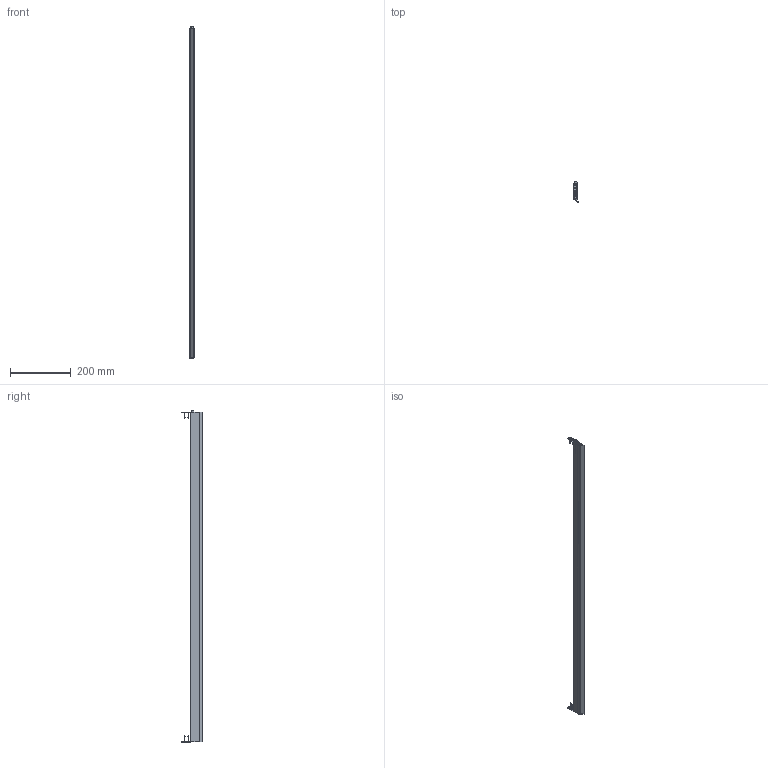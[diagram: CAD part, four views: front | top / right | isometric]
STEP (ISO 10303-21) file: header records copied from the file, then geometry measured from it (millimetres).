
FILE_DESCRIPTION (( 'STEP AP203' ), '1' );
FILE_NAME ('RH1085Links.STEP', '2025-02-10T15:40:14', ( '' ), ( '' ), 'SwSTEP 2.0', 'SolidWorks 2023', '' );
FILE_SCHEMA (( 'CONFIG_CONTROL_DESIGN' ));
Length unit declared in the file: millimetre
Products named in the file (6): Schraube d3x20_01; Betätigungsteil_RH; Haltewinkel_RH_01; Innengeometrie_RH_1085; RH1085Links; Aussengehäuse_RH_1085
Assembly tree (9 placements, depth 2):
  RH1085Links
    Aussengehäuse_RH_1085
    Betätigungsteil_RH
    Innengeometrie_RH_1085
    Schraube d3x20_01  x4
    Haltewinkel_RH_01  x2
Bounding box: 13.99 x 66.28 x 1091 mm (x, y, z)
Volume: 223011.2 mm3; surface area: 362209.2 mm2
Topology: 26 solids, 26 shells, 1168 faces, 3218 edges, 2130 vertices
Faces by surface type: plane 550, bspline 478, cylinder 114, cone 24, torus 2
Entity records: 46048 total; most frequent: CARTESIAN_POINT 25451, ORIENTED_EDGE 4810, DIRECTION 2787, EDGE_CURVE 2405, VERTEX_POINT 1599, LINE 1503, VECTOR 1503, EDGE_LOOP 970
